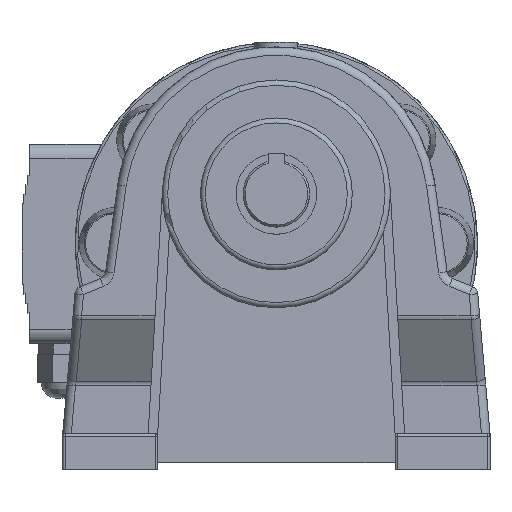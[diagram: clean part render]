
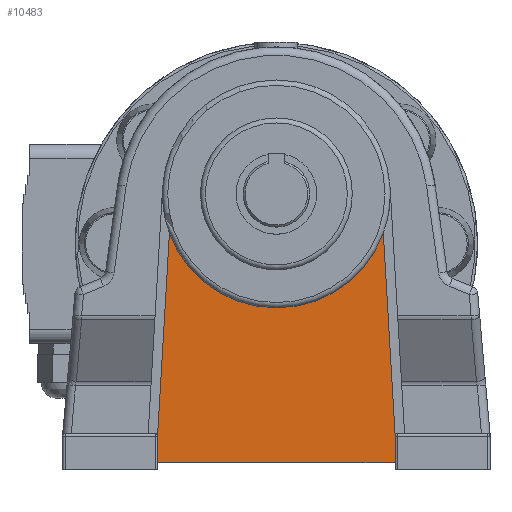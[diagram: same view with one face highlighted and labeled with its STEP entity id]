
A CAD part, top view. The second image highlights one B-rep face of the part: STEP entity #10483.
In plain terms, the highlighted planar face has unit normal (0, 0, 1).
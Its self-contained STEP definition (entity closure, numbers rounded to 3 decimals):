
#92=PLANE($,#11222);
#581=LINE($,#15528,#1751);
#600=LINE($,#15576,#1770);
#611=LINE($,#15599,#1781);
#683=LINE($,#15919,#1853);
#686=LINE($,#15926,#1856);
#1751=VECTOR($,#12223,100.);
#1770=VECTOR($,#12258,12.);
#1781=VECTOR($,#12275,12.);
#1853=VECTOR($,#12511,84.584);
#1856=VECTOR($,#12520,84.584);
#3188=FACE_OUTER_BOUND($,#3832,.T.);
#3832=EDGE_LOOP($,(#7790,#7791,#7792,#7793,#7794,#7795));
#4571=CIRCLE($,#11220,48.);
#4896=VERTEX_POINT($,#15525);
#4897=VERTEX_POINT($,#15527);
#4918=VERTEX_POINT($,#15574);
#4927=VERTEX_POINT($,#15598);
#4988=VERTEX_POINT($,#15918);
#4989=VERTEX_POINT($,#15922);
#5929=EDGE_CURVE($,#4897,#4896,#581,.T.);
#5953=EDGE_CURVE($,#4896,#4918,#600,.T.);
#5965=EDGE_CURVE($,#4927,#4897,#611,.T.);
#6082=EDGE_CURVE($,#4988,#4927,#683,.T.);
#6084=EDGE_CURVE($,#4989,#4988,#4571,.T.);
#6086=EDGE_CURVE($,#4918,#4989,#686,.T.);
#7790=ORIENTED_EDGE($,*,*,#5965,.T.);
#7791=ORIENTED_EDGE($,*,*,#5929,.T.);
#7792=ORIENTED_EDGE($,*,*,#5953,.T.);
#7793=ORIENTED_EDGE($,*,*,#6086,.T.);
#7794=ORIENTED_EDGE($,*,*,#6084,.T.);
#7795=ORIENTED_EDGE($,*,*,#6082,.T.);
#10483=ADVANCED_FACE($,(#3188),#92,.T.);
#11220=AXIS2_PLACEMENT_3D($,#15923,#12515,#12516);
#11222=AXIS2_PLACEMENT_3D($,#15927,#12521,#12522);
#12223=DIRECTION($,(1.,0.,0.));
#12258=DIRECTION($,(0.,1.,0.));
#12275=DIRECTION($,(0.,-1.,0.));
#12511=DIRECTION($,(-0.058,-0.998,0.));
#12515=DIRECTION('center_axis',(0.,0.,-1.));
#12516=DIRECTION('ref_axis',(1.,0.,0.));
#12520=DIRECTION($,(-0.058,0.998,0.));
#12521=DIRECTION('center_axis',(0.,0.,1.));
#12522=DIRECTION('ref_axis',(1.,0.,0.));
#15525=CARTESIAN_POINT('',(50.,-113.,-10.417));
#15527=CARTESIAN_POINT('',(-50.,-113.,-10.417));
#15528=CARTESIAN_POINT($,(-50.,-113.,-10.417));
#15574=CARTESIAN_POINT('',(50.,-101.,-10.417));
#15576=CARTESIAN_POINT($,(50.,-113.,-10.417));
#15598=CARTESIAN_POINT('',(-50.,-101.,-10.417));
#15599=CARTESIAN_POINT($,(-50.,-101.,-10.417));
#15918=CARTESIAN_POINT('',(-45.053,-16.561,-10.417));
#15919=CARTESIAN_POINT($,(-45.053,-16.561,-10.417));
#15922=CARTESIAN_POINT('',(45.053,-16.561,-10.417));
#15923=CARTESIAN_POINT('Origin',(0.,0.,-10.417));
#15926=CARTESIAN_POINT($,(50.,-101.,-10.417));
#15927=CARTESIAN_POINT('Origin',(0.,0.,-10.417));
